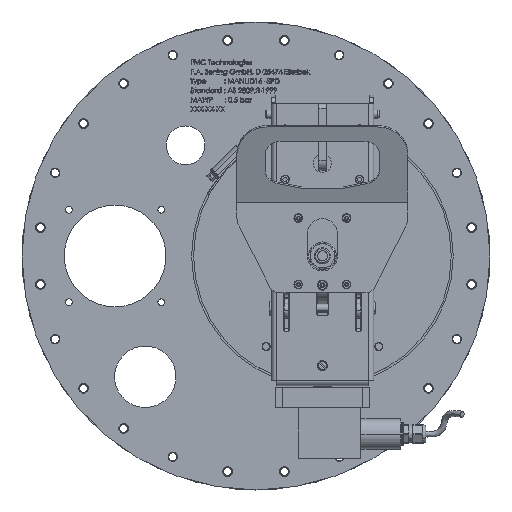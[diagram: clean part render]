
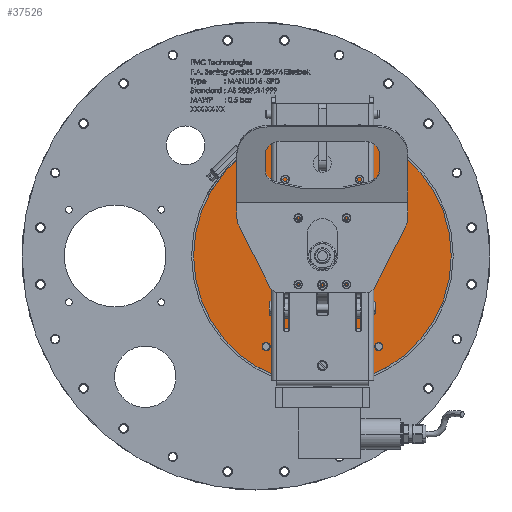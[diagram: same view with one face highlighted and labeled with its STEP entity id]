
A CAD part, top view. The second image highlights one B-rep face of the part: STEP entity #37526.
In plain terms, the highlighted planar face has unit normal (0, 0, 1).
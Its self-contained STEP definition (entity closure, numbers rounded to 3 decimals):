
#977 = CIRCLE ( 'NONE', #68570, 15.5 ) ;
#4104 = CIRCLE ( 'NONE', #7003, 4. ) ;
#4517 = CARTESIAN_POINT ( 'NONE',  ( 122., -90., 19. ) ) ;
#4533 = DIRECTION ( 'NONE',  ( 0., 0., 1. ) ) ;
#4534 = DIRECTION ( 'NONE',  ( 1., 0., 0. ) ) ;
#7003 = AXIS2_PLACEMENT_3D ( 'NONE', #85517, #85538, #85541 ) ;
#7246 = AXIS2_PLACEMENT_3D ( 'NONE', #103466, #103506, #103508 ) ;
#7307 = AXIS2_PLACEMENT_3D ( 'NONE', #104651, #104675, #104677 ) ;
#7332 = AXIS2_PLACEMENT_3D ( 'NONE', #105388, #105405, #105406 ) ;
#7339 = AXIS2_PLACEMENT_3D ( 'NONE', #106246, #106305, #106307 ) ;
#7358 = AXIS2_PLACEMENT_3D ( 'NONE', #106852, #106896, #106898 ) ;
#7375 = AXIS2_PLACEMENT_3D ( 'NONE', #4517, #4533, #4534 ) ;
#8879 = ORIENTED_EDGE ( 'NONE', *, *, #63601, .T. ) ;
#9205 = ORIENTED_EDGE ( 'NONE', *, *, #62213, .F. ) ;
#20822 = FACE_OUTER_BOUND ( 'NONE', #23984, .T. ) ;
#20824 = FACE_BOUND ( 'NONE', #23973, .T. ) ;
#20849 = FACE_BOUND ( 'NONE', #23987, .T. ) ;
#20851 = FACE_BOUND ( 'NONE', #24036, .T. ) ;
#22149 = ORIENTED_EDGE ( 'NONE', *, *, #63179, .F. ) ;
#22197 = ORIENTED_EDGE ( 'NONE', *, *, #63513, .T. ) ;
#22299 = ORIENTED_EDGE ( 'NONE', *, *, #63370, .F. ) ;
#22791 = ORIENTED_EDGE ( 'NONE', *, *, #63716, .F. ) ;
#22896 = ORIENTED_EDGE ( 'NONE', *, *, #56053, .F. ) ;
#23973 = EDGE_LOOP ( 'NONE', ( #9205, #22791 ) ) ;
#23984 = EDGE_LOOP ( 'NONE', ( #22197, #8879 ) ) ;
#23987 = EDGE_LOOP ( 'NONE', ( #22149, #22896 ) ) ;
#24036 = EDGE_LOOP ( 'NONE', ( #22299, #28551 ) ) ;
#24359 = CARTESIAN_POINT ( 'NONE',  ( 66., 0., 19. ) ) ;
#24383 = DIRECTION ( 'NONE',  ( 0., 0., 1. ) ) ;
#24387 = DIRECTION ( 'NONE',  ( 1., 0., 0. ) ) ;
#28551 = ORIENTED_EDGE ( 'NONE', *, *, #63671, .F. ) ;
#31418 = VERTEX_POINT ( 'NONE', #78273 ) ;
#31422 = VERTEX_POINT ( 'NONE', #78269 ) ;
#31433 = VERTEX_POINT ( 'NONE', #78260 ) ;
#31462 = VERTEX_POINT ( 'NONE', #78307 ) ;
#31522 = VERTEX_POINT ( 'NONE', #78340 ) ;
#32759 = VERTEX_POINT ( 'NONE', #79620 ) ;
#32818 = VERTEX_POINT ( 'NONE', #77810 ) ;
#32827 = VERTEX_POINT ( 'NONE', #77840 ) ;
#34664 = DIRECTION ( 'NONE',  ( 0., 0., 1. ) ) ;
#34667 = DIRECTION ( 'NONE',  ( 1., 0., 0. ) ) ;
#34673 = CARTESIAN_POINT ( 'NONE',  ( 66., -15.5, 19. ) ) ;
#34677 = PLANE ( 'NONE',  #67465 ) ;
#37526 = ADVANCED_FACE ( 'NONE', ( #20851, #20824, #20822, #20849 ), #34677, .T. ) ;
#56053 = EDGE_CURVE ( 'NONE', #31522, #32759, #977, .T. ) ;
#62213 = EDGE_CURVE ( 'NONE', #32818, #31418, #4104, .T. ) ;
#63179 = EDGE_CURVE ( 'NONE', #32759, #31522, #99240, .T. ) ;
#63370 = EDGE_CURVE ( 'NONE', #32827, #31462, #99605, .T. ) ;
#63513 = EDGE_CURVE ( 'NONE', #31422, #31433, #99774, .T. ) ;
#63601 = EDGE_CURVE ( 'NONE', #31433, #31422, #99847, .T. ) ;
#63671 = EDGE_CURVE ( 'NONE', #31462, #32827, #99945, .T. ) ;
#63716 = EDGE_CURVE ( 'NONE', #31418, #32818, #99989, .T. ) ;
#67465 = AXIS2_PLACEMENT_3D ( 'NONE', #34673, #34664, #34667 ) ;
#68570 = AXIS2_PLACEMENT_3D ( 'NONE', #24359, #24383, #24387 ) ;
#77810 = CARTESIAN_POINT ( 'NONE',  ( 126., -90., 19. ) ) ;
#77840 = CARTESIAN_POINT ( 'NONE',  ( 14., -90., 19. ) ) ;
#78260 = CARTESIAN_POINT ( 'NONE',  ( -62., 0., 19. ) ) ;
#78269 = CARTESIAN_POINT ( 'NONE',  ( 194., 0., 19. ) ) ;
#78273 = CARTESIAN_POINT ( 'NONE',  ( 118., -90., 19. ) ) ;
#78307 = CARTESIAN_POINT ( 'NONE',  ( 6., -90., 19. ) ) ;
#78340 = CARTESIAN_POINT ( 'NONE',  ( 50.5, 0., 19. ) ) ;
#79620 = CARTESIAN_POINT ( 'NONE',  ( 81.5, 0., 19. ) ) ;
#85517 = CARTESIAN_POINT ( 'NONE',  ( 122., -90., 19. ) ) ;
#85538 = DIRECTION ( 'NONE',  ( 0., 0., 1. ) ) ;
#85541 = DIRECTION ( 'NONE',  ( 1., 0., 0. ) ) ;
#99240 = CIRCLE ( 'NONE', #7246, 15.5 ) ;
#99605 = CIRCLE ( 'NONE', #7307, 4. ) ;
#99774 = CIRCLE ( 'NONE', #7332, 128. ) ;
#99847 = CIRCLE ( 'NONE', #7339, 128. ) ;
#99945 = CIRCLE ( 'NONE', #7358, 4. ) ;
#99989 = CIRCLE ( 'NONE', #7375, 4. ) ;
#103466 = CARTESIAN_POINT ( 'NONE',  ( 66., 0., 19. ) ) ;
#103506 = DIRECTION ( 'NONE',  ( 0., 0., 1. ) ) ;
#103508 = DIRECTION ( 'NONE',  ( 1., 0., 0. ) ) ;
#104651 = CARTESIAN_POINT ( 'NONE',  ( 10., -90., 19. ) ) ;
#104675 = DIRECTION ( 'NONE',  ( 0., 0., 1. ) ) ;
#104677 = DIRECTION ( 'NONE',  ( 1., 0., 0. ) ) ;
#105388 = CARTESIAN_POINT ( 'NONE',  ( 66., 0., 19. ) ) ;
#105405 = DIRECTION ( 'NONE',  ( 0., 0., 1. ) ) ;
#105406 = DIRECTION ( 'NONE',  ( 1., 0., 0. ) ) ;
#106246 = CARTESIAN_POINT ( 'NONE',  ( 66., 0., 19. ) ) ;
#106305 = DIRECTION ( 'NONE',  ( 0., 0., 1. ) ) ;
#106307 = DIRECTION ( 'NONE',  ( 1., 0., 0. ) ) ;
#106852 = CARTESIAN_POINT ( 'NONE',  ( 10., -90., 19. ) ) ;
#106896 = DIRECTION ( 'NONE',  ( 0., 0., 1. ) ) ;
#106898 = DIRECTION ( 'NONE',  ( 1., 0., 0. ) ) ;
